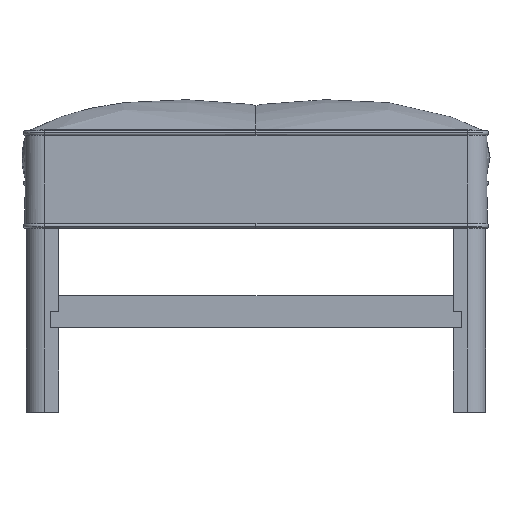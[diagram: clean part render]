
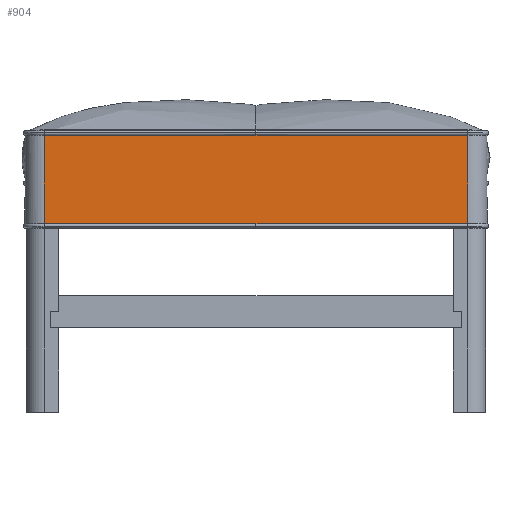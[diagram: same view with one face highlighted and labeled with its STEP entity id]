
A CAD part, left-side view. The second image highlights one B-rep face of the part: STEP entity #904.
In plain terms, the highlighted planar face has unit normal (-1, 0, 0).
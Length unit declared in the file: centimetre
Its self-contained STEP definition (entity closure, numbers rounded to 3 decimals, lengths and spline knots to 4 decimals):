
#109=(
BOUNDED_CURVE()
B_SPLINE_CURVE(1,(#51108,#51109),.UNSPECIFIED.,.F.,.F.)
B_SPLINE_CURVE_WITH_KNOTS((2,2),(-102.,0.),.UNSPECIFIED.)
CURVE()
GEOMETRIC_REPRESENTATION_ITEM()
RATIONAL_B_SPLINE_CURVE((1.,1.))
REPRESENTATION_ITEM('')
);
#287=PLANE('',#3295);
#904=ADVANCED_FACE('',(#1072),#287,.T.);
#1072=FACE_OUTER_BOUND('',#1240,.T.);
#1240=EDGE_LOOP('',(#1506,#1507,#1508,#1509));
#1506=ORIENTED_EDGE('',*,*,#2221,.F.);
#1507=ORIENTED_EDGE('',*,*,#2223,.T.);
#1508=ORIENTED_EDGE('',*,*,#2224,.T.);
#1509=ORIENTED_EDGE('',*,*,#2232,.T.);
#2221=EDGE_CURVE('',#2980,#2984,#109,.T.);
#2223=EDGE_CURVE('',#2980,#2981,#2685,.T.);
#2224=EDGE_CURVE('',#2981,#2985,#2686,.T.);
#2232=EDGE_CURVE('',#2985,#2984,#2691,.T.);
#2685=B_SPLINE_CURVE_WITH_KNOTS('',2,(#51113,#51114,#51115),
 .UNSPECIFIED.,.F.,.F.,(3,3),(-51694.1756,-51234.1756),
 .UNSPECIFIED.);
#2686=B_SPLINE_CURVE_WITH_KNOTS('',1,(#51116,#51117),.UNSPECIFIED.,.F.,
 .F.,(2,2),(-102.,0.),.UNSPECIFIED.);
#2691=B_SPLINE_CURVE_WITH_KNOTS('',1,(#51134,#51135),.UNSPECIFIED.,.F.,
 .F.,(2,2),(51234.1756,51694.1756),.UNSPECIFIED.);
#2980=VERTEX_POINT('',#51087);
#2981=VERTEX_POINT('',#51088);
#2984=VERTEX_POINT('',#51091);
#2985=VERTEX_POINT('',#51092);
#3295=AXIS2_PLACEMENT_3D('',#51074,#3421,$);
#3421=DIRECTION('',(-1.,0.,0.));
#51074=CARTESIAN_POINT('',(-0.2,-1.5508,20.2503));
#51087=CARTESIAN_POINT('',(-0.2,-1.5508,30.4504));
#51088=CARTESIAN_POINT('',(-0.2,44.5508,30.4504));
#51091=CARTESIAN_POINT('',(-0.2,-1.5508,20.2503));
#51092=CARTESIAN_POINT('',(-0.2,44.5508,20.2503));
#51108=CARTESIAN_POINT('',(-0.2,-1.5508,30.4504));
#51109=CARTESIAN_POINT('',(-0.2,-1.5508,20.2503));
#51113=CARTESIAN_POINT('',(-0.2,-1.5508,30.4504));
#51114=CARTESIAN_POINT('',(-0.2,21.5,30.4504));
#51115=CARTESIAN_POINT('',(-0.2,44.5508,30.4504));
#51116=CARTESIAN_POINT('',(-0.2,44.5508,30.4504));
#51117=CARTESIAN_POINT('',(-0.2,44.5508,20.2503));
#51134=CARTESIAN_POINT('',(-0.2,44.5508,20.2503));
#51135=CARTESIAN_POINT('',(-0.2,-1.5508,20.2503));
